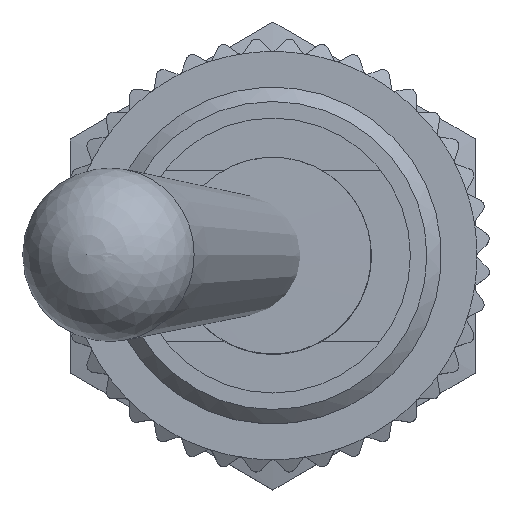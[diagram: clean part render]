
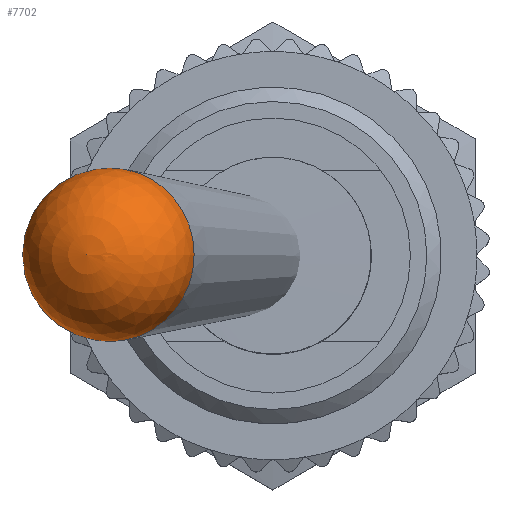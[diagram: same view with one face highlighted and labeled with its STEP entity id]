
A CAD part, top view. The second image highlights one B-rep face of the part: STEP entity #7702.
In plain terms, the highlighted spherical face has radius 3 mm.
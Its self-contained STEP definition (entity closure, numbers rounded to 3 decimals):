
#11=SPHERICAL_SURFACE('',#8594,3.);
#1226=FACE_OUTER_BOUND('',#1664,.T.);
#1664=EDGE_LOOP('',(#6962,#6963,#6964,#6965));
#1947=CIRCLE('',#8589,2.996);
#1948=CIRCLE('',#8590,2.996);
#1951=CIRCLE('',#8595,3.);
#3563=VERTEX_POINT('',#17616);
#3564=VERTEX_POINT('',#17617);
#3571=VERTEX_POINT('',#17711);
#4740=EDGE_CURVE('',#3563,#3564,#1947,.T.);
#4741=EDGE_CURVE('',#3564,#3563,#1948,.T.);
#4752=EDGE_CURVE('',#3563,#3571,#1951,.T.);
#6962=ORIENTED_EDGE('',*,*,#4740,.T.);
#6963=ORIENTED_EDGE('',*,*,#4741,.T.);
#6964=ORIENTED_EDGE('',*,*,#4752,.T.);
#6965=ORIENTED_EDGE('',*,*,#4752,.F.);
#7702=ADVANCED_FACE('',(#1226),#11,.T.);
#8589=AXIS2_PLACEMENT_3D('',#17618,#10661,#10662);
#8590=AXIS2_PLACEMENT_3D('',#17619,#10663,#10664);
#8594=AXIS2_PLACEMENT_3D('',#17710,#10674,#10675);
#8595=AXIS2_PLACEMENT_3D('',#17712,#10676,#10677);
#10661=DIRECTION('center_axis',(0.,0.259,
0.966));
#10662=DIRECTION('ref_axis',(0.,-0.966,0.259));
#10663=DIRECTION('center_axis',(0.,0.259,
0.966));
#10664=DIRECTION('ref_axis',(0.,-0.966,0.259));
#10674=DIRECTION('center_axis',(0.,-0.259,-0.966));
#10675=DIRECTION('ref_axis',(0.,0.966,-0.259));
#10676=DIRECTION('center_axis',(-1.,0.,0.));
#10677=DIRECTION('ref_axis',(0.,-0.966,0.259));
#17616=CARTESIAN_POINT('',(-22.833,-39.53,45.143));
#17617=CARTESIAN_POINT('',(-22.833,-33.743,43.592));
#17618=CARTESIAN_POINT('Origin',(-22.833,-36.636,44.368));
#17619=CARTESIAN_POINT('Origin',(-22.833,-36.636,44.368));
#17710=CARTESIAN_POINT('Origin',(-22.833,-36.596,44.519));
#17711=CARTESIAN_POINT('',(-22.833,-35.819,47.417));
#17712=CARTESIAN_POINT('Origin',(-22.833,-36.596,44.519));
